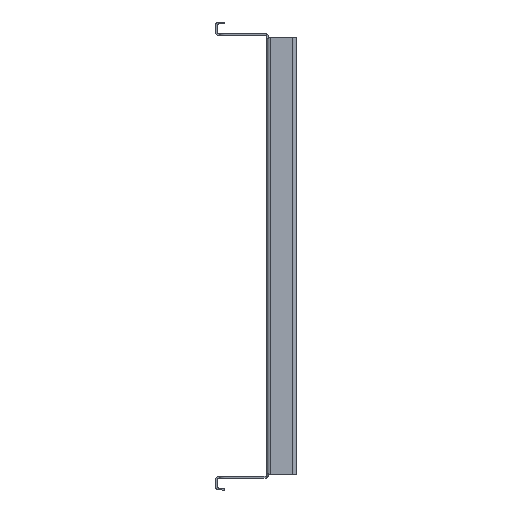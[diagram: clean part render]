
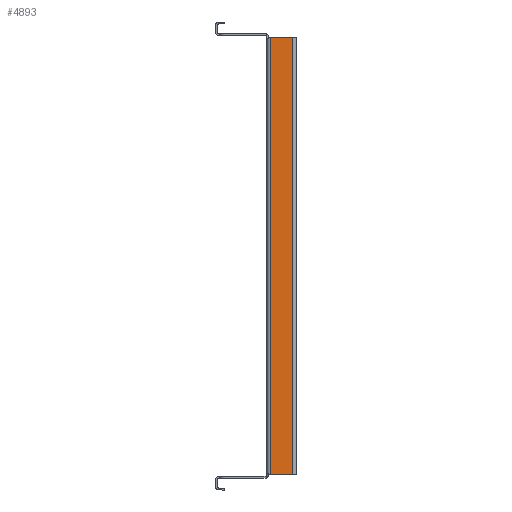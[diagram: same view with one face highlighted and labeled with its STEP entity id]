
A CAD part, left-side view. The second image highlights one B-rep face of the part: STEP entity #4893.
In plain terms, the highlighted planar face has unit normal (-1, 0, 0).
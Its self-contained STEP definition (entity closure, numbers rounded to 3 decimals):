
#27 = LINE ( 'NONE', #5047, #7967 ) ;
#74 = CARTESIAN_POINT ( 'NONE',  ( -230., -29., -243. ) ) ;
#634 = VERTEX_POINT ( 'NONE', #7700 ) ;
#724 = ORIENTED_EDGE ( 'NONE', *, *, #11654, .T. ) ;
#1453 = DIRECTION ( 'NONE',  ( 0., -1., 0. ) ) ;
#1483 = EDGE_LOOP ( 'NONE', ( #1734, #724, #11521, #11298 ) ) ;
#1551 = VERTEX_POINT ( 'NONE', #3276 ) ;
#1734 = ORIENTED_EDGE ( 'NONE', *, *, #9629, .T. ) ;
#1809 = EDGE_CURVE ( 'NONE', #1551, #5013, #11992, .T. ) ;
#2070 = VECTOR ( 'NONE', #1453, 1000. ) ;
#3219 = VECTOR ( 'NONE', #4961, 1000. ) ;
#3276 = CARTESIAN_POINT ( 'NONE',  ( -230., -4., 243. ) ) ;
#4187 = FACE_OUTER_BOUND ( 'NONE', #1483, .T. ) ;
#4529 = LINE ( 'NONE', #9566, #2070 ) ;
#4805 = VERTEX_POINT ( 'NONE', #74 ) ;
#4893 = ADVANCED_FACE ( 'NONE', ( #4187 ), #8230, .T. ) ;
#4961 = DIRECTION ( 'NONE',  ( 0., 0., -1. ) ) ;
#4971 = DIRECTION ( 'NONE',  ( 0., -1., 0. ) ) ;
#5013 = VERTEX_POINT ( 'NONE', #6392 ) ;
#5047 = CARTESIAN_POINT ( 'NONE',  ( -230., -29., -243. ) ) ;
#5359 = VECTOR ( 'NONE', #6675, 1000. ) ;
#6392 = CARTESIAN_POINT ( 'NONE',  ( -230., -4., -243. ) ) ;
#6675 = DIRECTION ( 'NONE',  ( 0., 1., 0. ) ) ;
#6910 = EDGE_CURVE ( 'NONE', #634, #1551, #7850, .T. ) ;
#7700 = CARTESIAN_POINT ( 'NONE',  ( -230., -29., 243. ) ) ;
#7850 = LINE ( 'NONE', #9761, #5359 ) ;
#7967 = VECTOR ( 'NONE', #10093, 1000. ) ;
#8230 = PLANE ( 'NONE',  #8979 ) ;
#8979 = AXIS2_PLACEMENT_3D ( 'NONE', #12192, #9221, #4971 ) ;
#9221 = DIRECTION ( 'NONE',  ( -1., 0., 0. ) ) ;
#9566 = CARTESIAN_POINT ( 'NONE',  ( -230., 0., -243. ) ) ;
#9629 = EDGE_CURVE ( 'NONE', #5013, #4805, #4529, .T. ) ;
#9761 = CARTESIAN_POINT ( 'NONE',  ( -230., 0., 243. ) ) ;
#10093 = DIRECTION ( 'NONE',  ( 0., 0., 1. ) ) ;
#11298 = ORIENTED_EDGE ( 'NONE', *, *, #1809, .T. ) ;
#11521 = ORIENTED_EDGE ( 'NONE', *, *, #6910, .T. ) ;
#11654 = EDGE_CURVE ( 'NONE', #4805, #634, #27, .T. ) ;
#11992 = LINE ( 'NONE', #12797, #3219 ) ;
#12192 = CARTESIAN_POINT ( 'NONE',  ( -230., 0., 0. ) ) ;
#12797 = CARTESIAN_POINT ( 'NONE',  ( -230., -4., 0. ) ) ;
